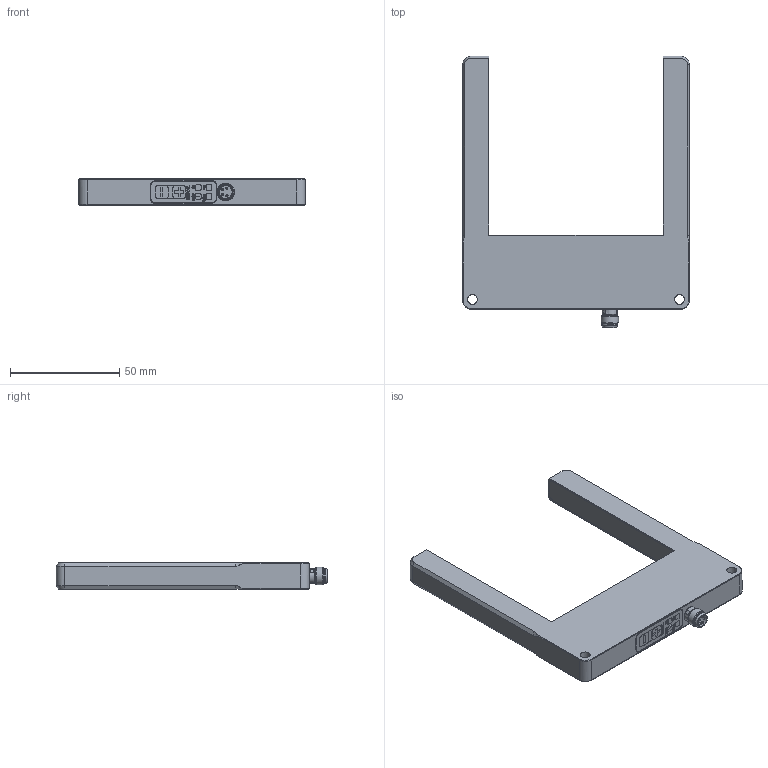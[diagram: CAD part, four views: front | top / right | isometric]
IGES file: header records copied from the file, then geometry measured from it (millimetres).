
Global section: file name: OGWTI 100; native system: Autodesk Inventor 2022; preprocessor: unknown; author: ck; organization: di-soric GmbH & Co. KG; date: 20220427.123931; units: millimetre
Bounding box: 104 x 124.5 x 12 mm (x, y, z)
Volume: 65121.9 mm3; surface area: 21042 mm2
Topology: 3 solids, 5 shells, 578 faces, 1537 edges, 1012 vertices
Faces by surface type: bspline 578
